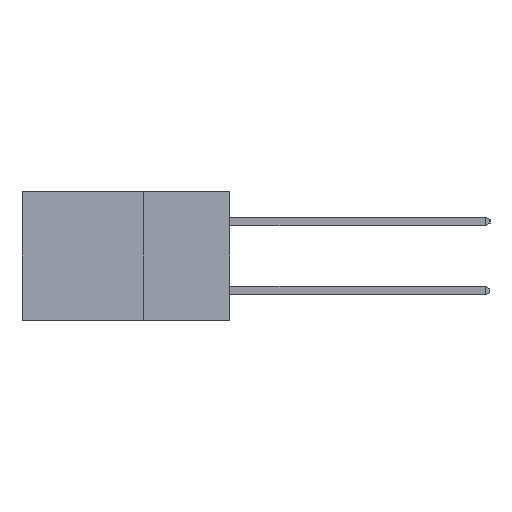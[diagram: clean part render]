
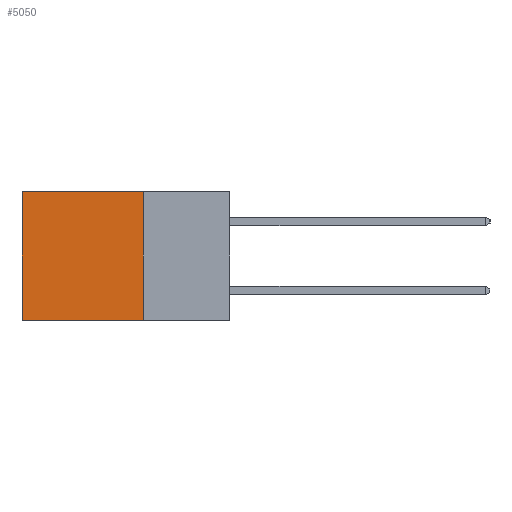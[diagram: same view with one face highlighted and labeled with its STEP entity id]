
A CAD part, left-side view. The second image highlights one B-rep face of the part: STEP entity #5050.
In plain terms, the highlighted planar face has unit normal (-1, 0, 0).
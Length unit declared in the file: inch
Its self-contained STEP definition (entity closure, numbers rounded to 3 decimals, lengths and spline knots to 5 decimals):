
#1658 = CARTESIAN_POINT ( 'NONE',  ( 0.298, 0.25, 0. ) ) ;
#1949 = DIRECTION ( 'NONE',  ( 0., 0., -1. ) ) ;
#2066 = ORIENTED_EDGE ( 'NONE', *, *, #6289, .T. ) ;
#2494 = VERTEX_POINT ( 'NONE', #9654 ) ;
#2669 = CARTESIAN_POINT ( 'NONE',  ( 0.298, 0.25, -0.37 ) ) ;
#3414 = DIRECTION ( 'NONE',  ( 0., 0., -1. ) ) ;
#3479 = EDGE_CURVE ( 'NONE', #2494, #5410, #7776, .T. ) ;
#4834 = FACE_OUTER_BOUND ( 'NONE', #5228, .T. ) ;
#4903 = DIRECTION ( 'NONE',  ( 0., 1., 0. ) ) ;
#5050 = ADVANCED_FACE ( 'NONE', ( #4834 ), #9225, .F. ) ;
#5228 = EDGE_LOOP ( 'NONE', ( #2066, #14064, #10600, #6230 ) ) ;
#5410 = VERTEX_POINT ( 'NONE', #5445 ) ;
#5445 = CARTESIAN_POINT ( 'NONE',  ( 0.298, 0.6, 0. ) ) ;
#5692 = VERTEX_POINT ( 'NONE', #8085 ) ;
#6230 = ORIENTED_EDGE ( 'NONE', *, *, #3479, .T. ) ;
#6289 = EDGE_CURVE ( 'NONE', #5410, #9802, #12402, .T. ) ;
#6443 = CARTESIAN_POINT ( 'NONE',  ( 0.298, 0.6, 0. ) ) ;
#6483 = CARTESIAN_POINT ( 'NONE',  ( 0.298, 0.25, 0. ) ) ;
#7216 = CARTESIAN_POINT ( 'NONE',  ( 0.298, 0.6, -0.37 ) ) ;
#7776 = LINE ( 'NONE', #1658, #10425 ) ;
#7788 = VECTOR ( 'NONE', #10827, 39.37008 ) ;
#8085 = CARTESIAN_POINT ( 'NONE',  ( 0.298, 0.25, -0.37 ) ) ;
#8455 = EDGE_CURVE ( 'NONE', #2494, #5692, #11711, .T. ) ;
#8561 = CARTESIAN_POINT ( 'NONE',  ( 0.298, 0.25, 0. ) ) ;
#8609 = DIRECTION ( 'NONE',  ( 0., 0., -1. ) ) ;
#9136 = DIRECTION ( 'NONE',  ( 1., 0., 0. ) ) ;
#9225 = PLANE ( 'NONE',  #13245 ) ;
#9455 = VECTOR ( 'NONE', #3414, 39.37008 ) ;
#9654 = CARTESIAN_POINT ( 'NONE',  ( 0.298, 0.25, 0. ) ) ;
#9802 = VERTEX_POINT ( 'NONE', #7216 ) ;
#10425 = VECTOR ( 'NONE', #4903, 39.37008 ) ;
#10600 = ORIENTED_EDGE ( 'NONE', *, *, #8455, .F. ) ;
#10827 = DIRECTION ( 'NONE',  ( 0., 1., 0. ) ) ;
#11363 = VECTOR ( 'NONE', #8609, 39.37008 ) ;
#11711 = LINE ( 'NONE', #8561, #11363 ) ;
#11942 = EDGE_CURVE ( 'NONE', #5692, #9802, #13329, .T. ) ;
#12402 = LINE ( 'NONE', #6443, #9455 ) ;
#13245 = AXIS2_PLACEMENT_3D ( 'NONE', #6483, #9136, #1949 ) ;
#13329 = LINE ( 'NONE', #2669, #7788 ) ;
#14064 = ORIENTED_EDGE ( 'NONE', *, *, #11942, .F. ) ;
